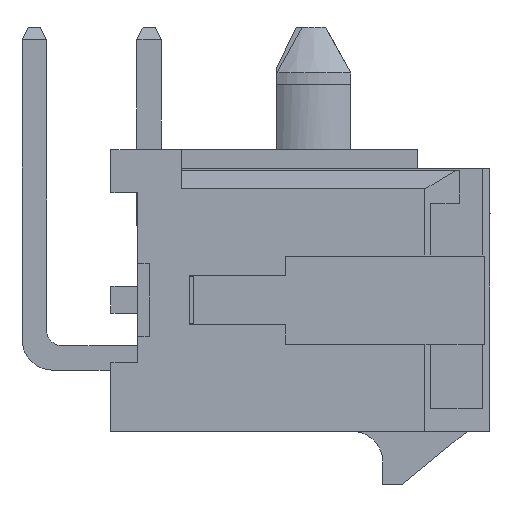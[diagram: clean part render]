
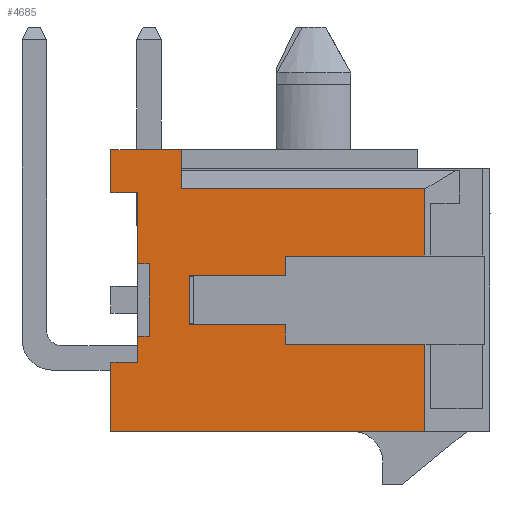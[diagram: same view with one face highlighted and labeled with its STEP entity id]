
A CAD part, left-side view. The second image highlights one B-rep face of the part: STEP entity #4685.
In plain terms, the highlighted planar face has unit normal (-1, 0, 0).
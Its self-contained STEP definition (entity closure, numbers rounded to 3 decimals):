
#33=DIRECTION('',(0.,-1.,0.));
#34=VECTOR('',#33,3.65);
#35=CARTESIAN_POINT('',(-3.325,-4.55,-1.15));
#36=LINE('4528',#35,#34);
#49=DIRECTION('',(0.,0.,-1.));
#50=VECTOR('',#49,2.28);
#51=CARTESIAN_POINT('',(-3.325,-8.2,-1.15));
#52=LINE('4349',#51,#50);
#53=DIRECTION('',(0.,0.,1.));
#54=VECTOR('',#53,1.8);
#55=CARTESIAN_POINT('',(-3.325,0.,-3.43));
#56=LINE('4502',#55,#54);
#57=DIRECTION('',(0.,0.,1.));
#58=VECTOR('',#57,0.68);
#59=CARTESIAN_POINT('',(-3.325,-0.7,-1.63));
#60=LINE('4386',#59,#58);
#61=DIRECTION('',(0.,0.,1.));
#62=VECTOR('',#61,1.855);
#63=CARTESIAN_POINT('',(-3.325,-0.7,0.95));
#64=LINE('4382',#63,#62);
#65=DIRECTION('',(0.,1.,0.));
#66=VECTOR('',#65,0.7);
#67=CARTESIAN_POINT('',(-3.325,-0.7,2.805));
#68=LINE('4518',#67,#66);
#69=DIRECTION('',(0.,0.,1.));
#70=VECTOR('',#69,1.125);
#71=CARTESIAN_POINT('',(-3.325,0.,2.805));
#72=LINE('4474',#71,#70);
#73=DIRECTION('',(0.,0.,-1.));
#74=VECTOR('',#73,1.75);
#75=CARTESIAN_POINT('',(-3.325,-8.2,2.9));
#76=LINE('4337',#75,#74);
#81=DIRECTION('',(0.,0.,-1.));
#82=VECTOR('',#81,0.5);
#83=CARTESIAN_POINT('',(-3.325,-4.55,-0.65));
#84=LINE('4527',#83,#82);
#209=DIRECTION('',(0.,1.,0.));
#210=VECTOR('',#209,2.5);
#211=CARTESIAN_POINT('',(-3.325,-4.55,0.65));
#212=LINE('4539',#211,#210);
#233=DIRECTION('',(0.,0.,-1.));
#234=VECTOR('',#233,1.3);
#235=CARTESIAN_POINT('',(-3.325,-2.05,0.65));
#236=LINE('4540',#235,#234);
#253=DIRECTION('',(0.,-1.,0.));
#254=VECTOR('',#253,2.5);
#255=CARTESIAN_POINT('',(-3.325,-2.05,-0.65));
#256=LINE('4541',#255,#254);
#269=DIRECTION('',(0.,0.,-1.));
#270=VECTOR('',#269,0.5);
#271=CARTESIAN_POINT('',(-3.325,-4.55,1.15));
#272=LINE('4538',#271,#270);
#305=DIRECTION('',(0.,1.,0.));
#306=VECTOR('',#305,3.65);
#307=CARTESIAN_POINT('',(-3.325,-8.2,1.15));
#308=LINE('4537',#307,#306);
#1077=DIRECTION('',(0.,-1.,0.));
#1078=VECTOR('',#1077,0.7);
#1079=CARTESIAN_POINT('',(-3.325,0.,-1.63));
#1080=LINE('4530',#1079,#1078);
#1133=DIRECTION('',(0.,-1.,0.));
#1134=VECTOR('',#1133,8.2);
#1135=CARTESIAN_POINT('',(-3.325,0.,-3.43));
#1136=LINE('4529',#1135,#1134);
#3268=DIRECTION('',(0.,-1.,0.));
#3269=VECTOR('',#3268,6.35);
#3270=CARTESIAN_POINT('',(-3.325,-1.85,2.9));
#3271=LINE('4536',#3270,#3269);
#3284=DIRECTION('',(0.,0.,1.));
#3285=VECTOR('',#3284,1.03);
#3286=CARTESIAN_POINT('',(-3.325,-1.85,2.9));
#3287=LINE('4535',#3286,#3285);
#3292=DIRECTION('',(0.,1.,0.));
#3293=VECTOR('',#3292,1.85);
#3294=CARTESIAN_POINT('',(-3.325,-1.85,3.93));
#3295=LINE('4534',#3294,#3293);
#3360=DIRECTION('',(0.,1.,0.));
#3361=VECTOR('',#3360,0.3);
#3362=CARTESIAN_POINT('',(-3.325,-1.,0.95));
#3363=LINE('4533',#3362,#3361);
#3372=DIRECTION('',(0.,0.,-1.));
#3373=VECTOR('',#3372,1.9);
#3374=CARTESIAN_POINT('',(-3.325,-1.,0.95));
#3375=LINE('4532',#3374,#3373);
#3388=DIRECTION('',(0.,-1.,0.));
#3389=VECTOR('',#3388,0.3);
#3390=CARTESIAN_POINT('',(-3.325,-0.7,-0.95));
#3391=LINE('4531',#3390,#3389);
#3552=CARTESIAN_POINT('',(-3.325,-8.2,1.15));
#3553=VERTEX_POINT('',#3552);
#3554=CARTESIAN_POINT('',(-3.325,-8.2,2.9));
#3555=VERTEX_POINT('',#3554);
#3574=CARTESIAN_POINT('',(-3.325,-8.2,-3.43));
#3575=VERTEX_POINT('',#3574);
#3576=CARTESIAN_POINT('',(-3.325,-8.2,-1.15));
#3577=VERTEX_POINT('',#3576);
#3632=CARTESIAN_POINT('',(-3.325,-0.7,2.805));
#3633=VERTEX_POINT('',#3632);
#3634=CARTESIAN_POINT('',(-3.325,-0.7,0.95));
#3635=VERTEX_POINT('',#3634);
#3640=CARTESIAN_POINT('',(-3.325,-0.7,-0.95));
#3641=VERTEX_POINT('',#3640);
#3642=CARTESIAN_POINT('',(-3.325,-0.7,-1.63));
#3643=VERTEX_POINT('',#3642);
#3810=CARTESIAN_POINT('',(-3.325,0.,3.93));
#3811=VERTEX_POINT('',#3810);
#3812=CARTESIAN_POINT('',(-3.325,0.,2.805));
#3813=VERTEX_POINT('',#3812);
#3866=CARTESIAN_POINT('',(-3.325,0.,-1.63));
#3867=VERTEX_POINT('',#3866);
#3868=CARTESIAN_POINT('',(-3.325,0.,-3.43));
#3869=VERTEX_POINT('',#3868);
#3898=CARTESIAN_POINT('',(-3.325,-4.55,-0.65));
#3899=CARTESIAN_POINT('',(-3.325,-4.55,-1.15));
#3900=VERTEX_POINT('',#3898);
#3901=VERTEX_POINT('',#3899);
#3902=CARTESIAN_POINT('',(-3.325,-1.,-0.95));
#3903=VERTEX_POINT('',#3902);
#3904=CARTESIAN_POINT('',(-3.325,-1.,0.95));
#3905=VERTEX_POINT('',#3904);
#3906=CARTESIAN_POINT('',(-3.325,-1.85,3.93));
#3907=VERTEX_POINT('',#3906);
#3908=CARTESIAN_POINT('',(-3.325,-1.85,2.9));
#3909=VERTEX_POINT('',#3908);
#3910=CARTESIAN_POINT('',(-3.325,-4.55,1.15));
#3911=VERTEX_POINT('',#3910);
#3912=CARTESIAN_POINT('',(-3.325,-4.55,0.65));
#3913=VERTEX_POINT('',#3912);
#3914=CARTESIAN_POINT('',(-3.325,-2.05,0.65));
#3915=VERTEX_POINT('',#3914);
#3916=CARTESIAN_POINT('',(-3.325,-2.05,-0.65));
#3917=VERTEX_POINT('',#3916);
#4636=CARTESIAN_POINT('',(-3.325,-4.1,0.25));
#4637=DIRECTION('',(1.,0.,0.));
#4638=DIRECTION('',(0.,0.,1.));
#4639=AXIS2_PLACEMENT_3D('',#4636,#4637,#4638);
#4640=PLANE('3928',#4639);
#4642=ORIENTED_EDGE('4527',*,*,#4641,.T.);
#4643=ORIENTED_EDGE('4528',*,*,#4620,.T.);
#4644=ORIENTED_EDGE('4349',*,*,#4577,.T.);
#4646=ORIENTED_EDGE('4529',*,*,#4645,.F.);
#4648=ORIENTED_EDGE('4502',*,*,#4647,.T.);
#4650=ORIENTED_EDGE('4530',*,*,#4649,.T.);
#4652=ORIENTED_EDGE('4386',*,*,#4651,.T.);
#4654=ORIENTED_EDGE('4531',*,*,#4653,.T.);
#4656=ORIENTED_EDGE('4532',*,*,#4655,.F.);
#4658=ORIENTED_EDGE('4533',*,*,#4657,.T.);
#4660=ORIENTED_EDGE('4382',*,*,#4659,.T.);
#4662=ORIENTED_EDGE('4518',*,*,#4661,.T.);
#4664=ORIENTED_EDGE('4474',*,*,#4663,.T.);
#4666=ORIENTED_EDGE('4534',*,*,#4665,.F.);
#4668=ORIENTED_EDGE('4535',*,*,#4667,.F.);
#4670=ORIENTED_EDGE('4536',*,*,#4669,.T.);
#4672=ORIENTED_EDGE('4337',*,*,#4671,.T.);
#4674=ORIENTED_EDGE('4537',*,*,#4673,.T.);
#4676=ORIENTED_EDGE('4538',*,*,#4675,.T.);
#4678=ORIENTED_EDGE('4539',*,*,#4677,.T.);
#4680=ORIENTED_EDGE('4540',*,*,#4679,.T.);
#4682=ORIENTED_EDGE('4541',*,*,#4681,.T.);
#4683=EDGE_LOOP('3928',(#4642,#4643,#4644,#4646,#4648,#4650,#4652,#4654,#4656,
#4658,#4660,#4662,#4664,#4666,#4668,#4670,#4672,#4674,#4676,#4678,#4680,#4682));
#4684=FACE_OUTER_BOUND('3928',#4683,.F.);
#4685=ADVANCED_FACE('3928',(#4684),#4640,.F.);
#4577=EDGE_CURVE('4349',#3577,#3575,#52,.T.);
#4620=EDGE_CURVE('4528',#3901,#3577,#36,.T.);
#4641=EDGE_CURVE('4527',#3900,#3901,#84,.T.);
#4645=EDGE_CURVE('4529',#3869,#3575,#1136,.T.);
#4647=EDGE_CURVE('4502',#3869,#3867,#56,.T.);
#4649=EDGE_CURVE('4530',#3867,#3643,#1080,.T.);
#4651=EDGE_CURVE('4386',#3643,#3641,#60,.T.);
#4653=EDGE_CURVE('4531',#3641,#3903,#3391,.T.);
#4655=EDGE_CURVE('4532',#3905,#3903,#3375,.T.);
#4657=EDGE_CURVE('4533',#3905,#3635,#3363,.T.);
#4659=EDGE_CURVE('4382',#3635,#3633,#64,.T.);
#4661=EDGE_CURVE('4518',#3633,#3813,#68,.T.);
#4663=EDGE_CURVE('4474',#3813,#3811,#72,.T.);
#4665=EDGE_CURVE('4534',#3907,#3811,#3295,.T.);
#4667=EDGE_CURVE('4535',#3909,#3907,#3287,.T.);
#4669=EDGE_CURVE('4536',#3909,#3555,#3271,.T.);
#4671=EDGE_CURVE('4337',#3555,#3553,#76,.T.);
#4673=EDGE_CURVE('4537',#3553,#3911,#308,.T.);
#4675=EDGE_CURVE('4538',#3911,#3913,#272,.T.);
#4677=EDGE_CURVE('4539',#3913,#3915,#212,.T.);
#4679=EDGE_CURVE('4540',#3915,#3917,#236,.T.);
#4681=EDGE_CURVE('4541',#3917,#3900,#256,.T.);
